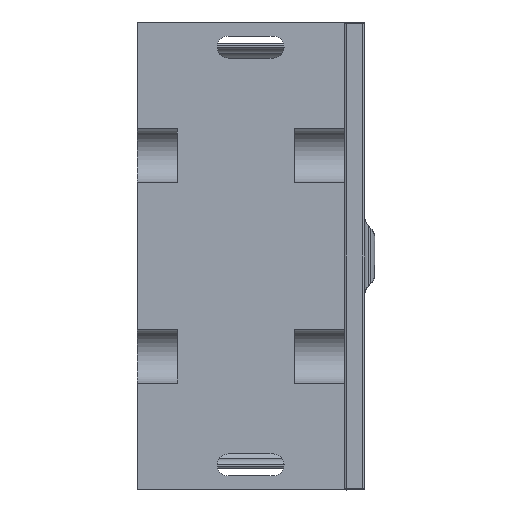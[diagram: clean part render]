
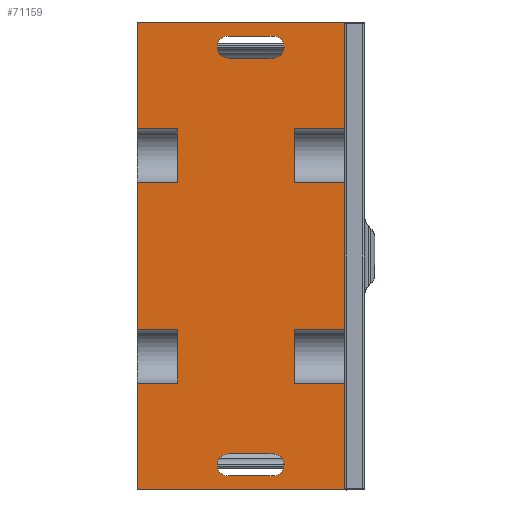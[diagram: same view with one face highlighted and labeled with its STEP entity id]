
A CAD part, front view. The second image highlights one B-rep face of the part: STEP entity #71159.
In plain terms, the highlighted planar face has unit normal (0, -1, 0).
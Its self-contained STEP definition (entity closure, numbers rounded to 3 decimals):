
#464=DIRECTION('',(-1.,0.,0.));
#465=VECTOR('',#464,62.);
#466=CARTESIAN_POINT('',(62.,0.,70.));
#467=LINE('',#466,#465);
#557=DIRECTION('',(1.,0.,0.));
#558=VECTOR('',#557,13.4);
#559=CARTESIAN_POINT('',(27.2,0.,65.8));
#560=LINE('',#559,#558);
#585=DIRECTION('',(-1.,0.,0.));
#586=VECTOR('',#585,13.4);
#587=CARTESIAN_POINT('',(40.6,0.,59.2));
#588=LINE('',#587,#586);
#592=DIRECTION('',(0.,0.,1.));
#593=VECTOR('',#592,32.);
#594=CARTESIAN_POINT('',(0.,0.,38.));
#595=LINE('',#594,#593);
#599=DIRECTION('',(0.,0.,1.));
#600=VECTOR('',#599,32.);
#601=CARTESIAN_POINT('',(0.,0.,-70.));
#602=LINE('',#601,#600);
#606=DIRECTION('',(0.,0.,1.));
#607=VECTOR('',#606,44.);
#608=CARTESIAN_POINT('',(0.,0.,-22.));
#609=LINE('',#608,#607);
#613=CARTESIAN_POINT('',(27.2,0.,62.5));
#614=DIRECTION('',(0.,-1.,0.));
#615=DIRECTION('',(0.,0.,1.));
#616=AXIS2_PLACEMENT_3D('',#613,#614,#615);
#621=CARTESIAN_POINT('',(40.6,0.,62.5));
#622=DIRECTION('',(0.,-1.,0.));
#623=DIRECTION('',(0.,0.,-1.));
#624=AXIS2_PLACEMENT_3D('',#621,#622,#623);
#629=CARTESIAN_POINT('',(27.2,0.,-62.5));
#630=DIRECTION('',(0.,-1.,0.));
#631=DIRECTION('',(0.,0.,1.));
#632=AXIS2_PLACEMENT_3D('',#629,#630,#631);
#637=DIRECTION('',(1.,0.,0.));
#638=VECTOR('',#637,13.4);
#639=CARTESIAN_POINT('',(27.2,0.,-65.8));
#640=LINE('',#639,#638);
#644=CARTESIAN_POINT('',(40.6,0.,-62.5));
#645=DIRECTION('',(0.,-1.,0.));
#646=DIRECTION('',(0.,0.,-1.));
#647=AXIS2_PLACEMENT_3D('',#644,#645,#646);
#652=DIRECTION('',(-1.,0.,0.));
#653=VECTOR('',#652,13.4);
#654=CARTESIAN_POINT('',(40.6,0.,-59.2));
#655=LINE('',#654,#653);
#680=DIRECTION('',(0.,0.,1.));
#681=VECTOR('',#680,32.);
#682=CARTESIAN_POINT('',(62.,0.,-70.));
#683=LINE('',#682,#681);
#694=DIRECTION('',(0.,0.,1.));
#695=VECTOR('',#694,44.);
#696=CARTESIAN_POINT('',(62.,0.,-22.));
#697=LINE('',#696,#695);
#708=DIRECTION('',(0.,0.,1.));
#709=VECTOR('',#708,32.);
#710=CARTESIAN_POINT('',(62.,0.,38.));
#711=LINE('',#710,#709);
#60375=DIRECTION('',(1.,0.,0.));
#60376=VECTOR('',#60375,62.);
#60377=CARTESIAN_POINT('',(0.,0.,-70.));
#60378=LINE('',#60377,#60376);
#61353=DIRECTION('',(-1.,0.,0.));
#61354=VECTOR('',#61353,15.);
#61355=CARTESIAN_POINT('',(62.,0.,-38.));
#61356=LINE('',#61355,#61354);
#61360=DIRECTION('',(0.,0.,1.));
#61361=VECTOR('',#61360,16.);
#61362=CARTESIAN_POINT('',(47.,0.,-38.));
#61363=LINE('',#61362,#61361);
#61412=DIRECTION('',(1.,0.,0.));
#61413=VECTOR('',#61412,15.);
#61414=CARTESIAN_POINT('',(47.,0.,-22.));
#61415=LINE('',#61414,#61413);
#61470=DIRECTION('',(0.,0.,-1.));
#61471=VECTOR('',#61470,16.);
#61472=CARTESIAN_POINT('',(12.,0.,-22.));
#61473=LINE('',#61472,#61471);
#61515=DIRECTION('',(-1.,0.,0.));
#61516=VECTOR('',#61515,12.);
#61517=CARTESIAN_POINT('',(12.,0.,-38.));
#61518=LINE('',#61517,#61516);
#61536=DIRECTION('',(1.,0.,0.));
#61537=VECTOR('',#61536,12.);
#61538=CARTESIAN_POINT('',(0.,0.,-22.));
#61539=LINE('',#61538,#61537);
#61593=DIRECTION('',(1.,0.,0.));
#61594=VECTOR('',#61593,15.);
#61595=CARTESIAN_POINT('',(47.,0.,38.));
#61596=LINE('',#61595,#61594);
#61636=DIRECTION('',(-1.,0.,0.));
#61637=VECTOR('',#61636,15.);
#61638=CARTESIAN_POINT('',(62.,0.,22.));
#61639=LINE('',#61638,#61637);
#61657=DIRECTION('',(0.,0.,1.));
#61658=VECTOR('',#61657,16.);
#61659=CARTESIAN_POINT('',(47.,0.,22.));
#61660=LINE('',#61659,#61658);
#61696=DIRECTION('',(0.,0.,-1.));
#61697=VECTOR('',#61696,16.);
#61698=CARTESIAN_POINT('',(12.,0.,38.));
#61699=LINE('',#61698,#61697);
#61741=DIRECTION('',(-1.,0.,0.));
#61742=VECTOR('',#61741,12.);
#61743=CARTESIAN_POINT('',(12.,0.,22.));
#61744=LINE('',#61743,#61742);
#61762=DIRECTION('',(1.,0.,0.));
#61763=VECTOR('',#61762,12.);
#61764=CARTESIAN_POINT('',(0.,0.,38.));
#61765=LINE('',#61764,#61763);
#61887=CARTESIAN_POINT('',(0.,0.,70.));
#61888=VERTEX_POINT('',#61887);
#61889=CARTESIAN_POINT('',(0.,0.,38.));
#61890=VERTEX_POINT('',#61889);
#61895=CARTESIAN_POINT('',(0.,0.,22.));
#61896=VERTEX_POINT('',#61895);
#61897=CARTESIAN_POINT('',(0.,0.,-22.));
#61898=VERTEX_POINT('',#61897);
#61903=CARTESIAN_POINT('',(0.,0.,-38.));
#61904=VERTEX_POINT('',#61903);
#61905=CARTESIAN_POINT('',(0.,0.,-70.));
#61906=VERTEX_POINT('',#61905);
#62169=CARTESIAN_POINT('',(27.2,0.,-59.2));
#62170=VERTEX_POINT('',#62169);
#62171=CARTESIAN_POINT('',(27.2,0.,-65.8));
#62172=VERTEX_POINT('',#62171);
#62173=CARTESIAN_POINT('',(40.6,0.,-59.2));
#62174=VERTEX_POINT('',#62173);
#62175=CARTESIAN_POINT('',(40.6,0.,-65.8));
#62176=VERTEX_POINT('',#62175);
#62177=CARTESIAN_POINT('',(62.,0.,70.));
#62178=VERTEX_POINT('',#62177);
#62179=CARTESIAN_POINT('',(62.,0.,38.));
#62180=VERTEX_POINT('',#62179);
#62181=CARTESIAN_POINT('',(47.,0.,38.));
#62182=VERTEX_POINT('',#62181);
#62183=CARTESIAN_POINT('',(47.,0.,22.));
#62184=VERTEX_POINT('',#62183);
#62185=CARTESIAN_POINT('',(62.,0.,22.));
#62186=VERTEX_POINT('',#62185);
#62187=CARTESIAN_POINT('',(62.,0.,-22.));
#62188=VERTEX_POINT('',#62187);
#62189=CARTESIAN_POINT('',(47.,0.,-22.));
#62190=VERTEX_POINT('',#62189);
#62191=CARTESIAN_POINT('',(47.,0.,-38.));
#62192=VERTEX_POINT('',#62191);
#62193=CARTESIAN_POINT('',(62.,0.,-38.));
#62194=VERTEX_POINT('',#62193);
#62195=CARTESIAN_POINT('',(62.,0.,-70.));
#62196=VERTEX_POINT('',#62195);
#62197=CARTESIAN_POINT('',(12.,0.,-38.));
#62198=VERTEX_POINT('',#62197);
#62199=CARTESIAN_POINT('',(12.,0.,-22.));
#62200=VERTEX_POINT('',#62199);
#62201=CARTESIAN_POINT('',(12.,0.,22.));
#62202=VERTEX_POINT('',#62201);
#62203=CARTESIAN_POINT('',(12.,0.,38.));
#62204=VERTEX_POINT('',#62203);
#62205=CARTESIAN_POINT('',(27.2,0.,65.8));
#62206=CARTESIAN_POINT('',(40.6,0.,65.8));
#62207=VERTEX_POINT('',#62205);
#62208=VERTEX_POINT('',#62206);
#62209=CARTESIAN_POINT('',(27.2,0.,59.2));
#62210=VERTEX_POINT('',#62209);
#62211=CARTESIAN_POINT('',(40.6,0.,59.2));
#62212=VERTEX_POINT('',#62211);
#71100=CARTESIAN_POINT('',(31.,0.,0.));
#71101=DIRECTION('',(0.,1.,0.));
#71102=DIRECTION('',(0.,0.,-1.));
#71103=AXIS2_PLACEMENT_3D('',#71100,#71101,#71102);
#71104=PLANE('',#71103);
#71105=ORIENTED_EDGE('',*,*,#70666,.T.);
#71106=ORIENTED_EDGE('',*,*,#71000,.F.);
#71108=ORIENTED_EDGE('',*,*,#71107,.F.);
#71110=ORIENTED_EDGE('',*,*,#71109,.F.);
#71112=ORIENTED_EDGE('',*,*,#71111,.F.);
#71114=ORIENTED_EDGE('',*,*,#71113,.F.);
#71116=ORIENTED_EDGE('',*,*,#71115,.F.);
#71118=ORIENTED_EDGE('',*,*,#71117,.F.);
#71120=ORIENTED_EDGE('',*,*,#71119,.F.);
#71122=ORIENTED_EDGE('',*,*,#71121,.F.);
#71124=ORIENTED_EDGE('',*,*,#71123,.F.);
#71126=ORIENTED_EDGE('',*,*,#71125,.F.);
#71127=ORIENTED_EDGE('',*,*,#70682,.T.);
#71129=ORIENTED_EDGE('',*,*,#71128,.F.);
#71131=ORIENTED_EDGE('',*,*,#71130,.F.);
#71133=ORIENTED_EDGE('',*,*,#71132,.F.);
#71134=ORIENTED_EDGE('',*,*,#70674,.T.);
#71136=ORIENTED_EDGE('',*,*,#71135,.F.);
#71138=ORIENTED_EDGE('',*,*,#71137,.F.);
#71140=ORIENTED_EDGE('',*,*,#71139,.F.);
#71141=EDGE_LOOP('',(#71105,#71106,#71108,#71110,#71112,#71114,#71116,#71118,
#71120,#71122,#71124,#71126,#71127,#71129,#71131,#71133,#71134,#71136,#71138,
#71140));
#71142=FACE_OUTER_BOUND('',#71141,.F.);
#71143=ORIENTED_EDGE('',*,*,#71068,.F.);
#71144=ORIENTED_EDGE('',*,*,#71054,.T.);
#71145=ORIENTED_EDGE('',*,*,#71095,.F.);
#71146=ORIENTED_EDGE('',*,*,#71082,.T.);
#71147=EDGE_LOOP('',(#71143,#71144,#71145,#71146));
#71148=FACE_BOUND('',#71147,.F.);
#71150=ORIENTED_EDGE('',*,*,#71149,.T.);
#71152=ORIENTED_EDGE('',*,*,#71151,.T.);
#71154=ORIENTED_EDGE('',*,*,#71153,.T.);
#71156=ORIENTED_EDGE('',*,*,#71155,.T.);
#71157=EDGE_LOOP('',(#71150,#71152,#71154,#71156));
#71158=FACE_BOUND('',#71157,.F.);
#617=CIRCLE('',#616,3.3);
#625=CIRCLE('',#624,3.3);
#633=CIRCLE('',#632,3.3);
#648=CIRCLE('',#647,3.3);
#70666=EDGE_CURVE('',#61890,#61888,#595,.T.);
#70674=EDGE_CURVE('',#61898,#61896,#609,.T.);
#70682=EDGE_CURVE('',#61906,#61904,#602,.T.);
#71000=EDGE_CURVE('',#62178,#61888,#467,.T.);
#71054=EDGE_CURVE('',#62207,#62210,#617,.T.);
#71068=EDGE_CURVE('',#62207,#62208,#560,.T.);
#71082=EDGE_CURVE('',#62212,#62208,#625,.T.);
#71095=EDGE_CURVE('',#62212,#62210,#588,.T.);
#71107=EDGE_CURVE('',#62180,#62178,#711,.T.);
#71109=EDGE_CURVE('',#62182,#62180,#61596,.T.);
#71111=EDGE_CURVE('',#62184,#62182,#61660,.T.);
#71113=EDGE_CURVE('',#62186,#62184,#61639,.T.);
#71115=EDGE_CURVE('',#62188,#62186,#697,.T.);
#71117=EDGE_CURVE('',#62190,#62188,#61415,.T.);
#71119=EDGE_CURVE('',#62192,#62190,#61363,.T.);
#71121=EDGE_CURVE('',#62194,#62192,#61356,.T.);
#71123=EDGE_CURVE('',#62196,#62194,#683,.T.);
#71125=EDGE_CURVE('',#61906,#62196,#60378,.T.);
#71128=EDGE_CURVE('',#62198,#61904,#61518,.T.);
#71130=EDGE_CURVE('',#62200,#62198,#61473,.T.);
#71132=EDGE_CURVE('',#61898,#62200,#61539,.T.);
#71135=EDGE_CURVE('',#62202,#61896,#61744,.T.);
#71137=EDGE_CURVE('',#62204,#62202,#61699,.T.);
#71139=EDGE_CURVE('',#61890,#62204,#61765,.T.);
#71149=EDGE_CURVE('',#62170,#62172,#633,.T.);
#71151=EDGE_CURVE('',#62172,#62176,#640,.T.);
#71153=EDGE_CURVE('',#62176,#62174,#648,.T.);
#71155=EDGE_CURVE('',#62174,#62170,#655,.T.);
#71159=ADVANCED_FACE('',(#71142,#71148,#71158),#71104,.F.);
